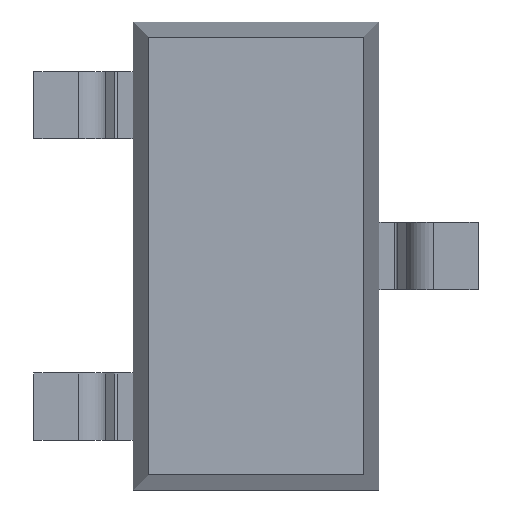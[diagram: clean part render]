
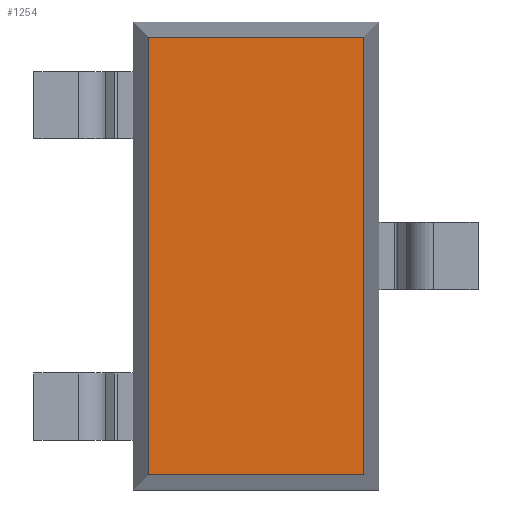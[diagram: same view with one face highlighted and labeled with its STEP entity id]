
A CAD part, front view. The second image highlights one B-rep face of the part: STEP entity #1254.
In plain terms, the highlighted planar face has unit normal (0, -1, 0).
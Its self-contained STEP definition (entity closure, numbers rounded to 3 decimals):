
#8 = LINE ( 'NONE', #1645, #97 ) ;
#89 = VERTEX_POINT ( 'NONE', #1887 ) ;
#97 = VECTOR ( 'NONE', #654, 1000. ) ;
#129 = LINE ( 'NONE', #666, #1113 ) ;
#147 = DIRECTION ( 'NONE',  ( 0., 0., -1. ) ) ;
#153 = CARTESIAN_POINT ( 'NONE',  ( 0., 0.1, 0. ) ) ;
#343 = LINE ( 'NONE', #1708, #897 ) ;
#351 = AXIS2_PLACEMENT_3D ( 'NONE', #153, #1024, #1870 ) ;
#409 = ORIENTED_EDGE ( 'NONE', *, *, #1564, .T. ) ;
#447 = CARTESIAN_POINT ( 'NONE',  ( -0.68, 0.1, 1.475 ) ) ;
#456 = CARTESIAN_POINT ( 'NONE',  ( 0.68, 0.1, 1.38 ) ) ;
#510 = VERTEX_POINT ( 'NONE', #995 ) ;
#654 = DIRECTION ( 'NONE',  ( -1., 0., 0. ) ) ;
#666 = CARTESIAN_POINT ( 'NONE',  ( -0.775, 0.1, -1.38 ) ) ;
#717 = VERTEX_POINT ( 'NONE', #456 ) ;
#829 = DIRECTION ( 'NONE',  ( 1., 0., 0. ) ) ;
#897 = VECTOR ( 'NONE', #1842, 1000. ) ;
#947 = ORIENTED_EDGE ( 'NONE', *, *, #1271, .T. ) ;
#995 = CARTESIAN_POINT ( 'NONE',  ( -0.68, 0.1, 1.38 ) ) ;
#1019 = EDGE_CURVE ( 'NONE', #89, #1868, #129, .T. ) ;
#1024 = DIRECTION ( 'NONE',  ( 0., -1., 0. ) ) ;
#1037 = EDGE_CURVE ( 'NONE', #1868, #717, #343, .T. ) ;
#1043 = LINE ( 'NONE', #447, #1761 ) ;
#1113 = VECTOR ( 'NONE', #829, 1000. ) ;
#1173 = FACE_OUTER_BOUND ( 'NONE', #1508, .T. ) ;
#1254 = ADVANCED_FACE ( 'NONE', ( #1173 ), #1882, .T. ) ;
#1271 = EDGE_CURVE ( 'NONE', #510, #89, #1043, .T. ) ;
#1343 = ORIENTED_EDGE ( 'NONE', *, *, #1019, .T. ) ;
#1368 = ORIENTED_EDGE ( 'NONE', *, *, #1037, .T. ) ;
#1508 = EDGE_LOOP ( 'NONE', ( #1343, #1368, #409, #947 ) ) ;
#1564 = EDGE_CURVE ( 'NONE', #717, #510, #8, .T. ) ;
#1645 = CARTESIAN_POINT ( 'NONE',  ( 0.775, 0.1, 1.38 ) ) ;
#1708 = CARTESIAN_POINT ( 'NONE',  ( 0.68, 0.1, -1.475 ) ) ;
#1738 = CARTESIAN_POINT ( 'NONE',  ( 0.68, 0.1, -1.38 ) ) ;
#1761 = VECTOR ( 'NONE', #147, 1000. ) ;
#1842 = DIRECTION ( 'NONE',  ( 0., 0., 1. ) ) ;
#1868 = VERTEX_POINT ( 'NONE', #1738 ) ;
#1870 = DIRECTION ( 'NONE',  ( 0., 0., -1. ) ) ;
#1882 = PLANE ( 'NONE',  #351 ) ;
#1887 = CARTESIAN_POINT ( 'NONE',  ( -0.68, 0.1, -1.38 ) ) ;
